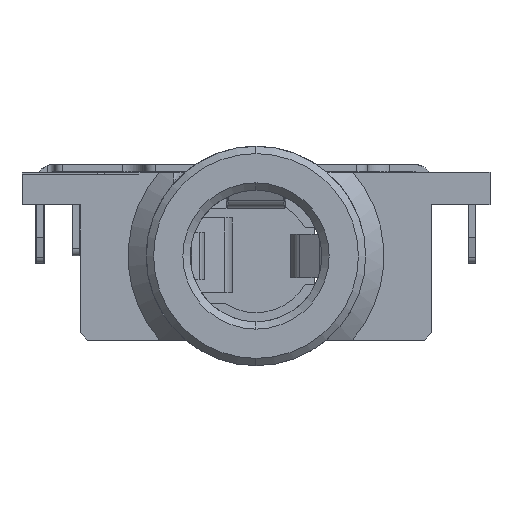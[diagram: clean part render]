
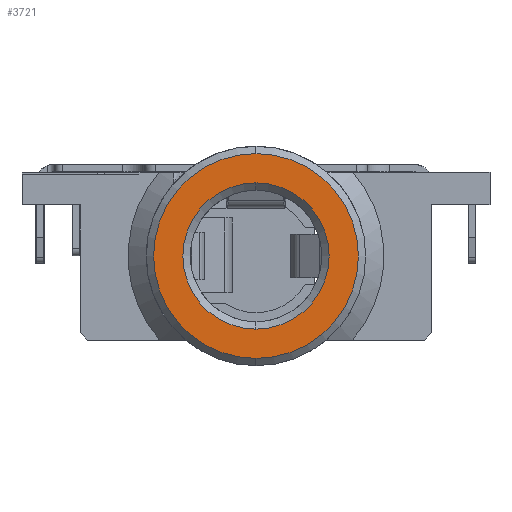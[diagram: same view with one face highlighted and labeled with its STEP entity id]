
A CAD part, left-side view. The second image highlights one B-rep face of the part: STEP entity #3721.
In plain terms, the highlighted planar face has unit normal (-1, 0, 0).
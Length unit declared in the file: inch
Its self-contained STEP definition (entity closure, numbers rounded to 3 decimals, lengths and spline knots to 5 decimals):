
#1056 = FACE_OUTER_BOUND ( 'NONE', #2290, .T. ) ;
#1594 = DIRECTION ( 'NONE',  ( 0., 0., 1. ) ) ;
#1698 = CIRCLE ( 'NONE', #25219, 0.07874 ) ;
#1921 = PLANE ( 'NONE',  #4580 ) ;
#2065 = VERTEX_POINT ( 'NONE', #17021 ) ;
#2142 = CIRCLE ( 'NONE', #19898, 0.11024 ) ;
#2228 = CARTESIAN_POINT ( 'NONE',  ( 47.09323, 4.58735, 2.31539 ) ) ;
#2290 = EDGE_LOOP ( 'NONE', ( #4036, #17670 ) ) ;
#2487 = VERTEX_POINT ( 'NONE', #25112 ) ;
#2594 = DIRECTION ( 'NONE',  ( 0., 0., -1. ) ) ;
#2744 = VERTEX_POINT ( 'NONE', #2228 ) ;
#2830 = ORIENTED_EDGE ( 'NONE', *, *, #18504, .T. ) ;
#3210 = CARTESIAN_POINT ( 'NONE',  ( 47.09323, 4.58735, 2.28389 ) ) ;
#3721 = ADVANCED_FACE ( 'NONE', ( #14923, #1056 ), #1921, .T. ) ;
#4036 = ORIENTED_EDGE ( 'NONE', *, *, #14810, .F. ) ;
#4580 = AXIS2_PLACEMENT_3D ( 'NONE', #18917, #11176, #22771 ) ;
#6388 = EDGE_CURVE ( 'NONE', #2487, #2744, #22548, .T. ) ;
#8046 = ORIENTED_EDGE ( 'NONE', *, *, #6388, .T. ) ;
#9785 = AXIS2_PLACEMENT_3D ( 'NONE', #13444, #24944, #23130 ) ;
#11176 = DIRECTION ( 'NONE',  ( -1., 0., 0. ) ) ;
#12826 = EDGE_LOOP ( 'NONE', ( #8046, #2830 ) ) ;
#13444 = CARTESIAN_POINT ( 'NONE',  ( 47.09323, 4.58735, 2.39413 ) ) ;
#13768 = CARTESIAN_POINT ( 'NONE',  ( 47.09323, 4.58735, 2.39413 ) ) ;
#14810 = EDGE_CURVE ( 'NONE', #17113, #2065, #20935, .T. ) ;
#14923 = FACE_BOUND ( 'NONE', #12826, .T. ) ;
#15717 = DIRECTION ( 'NONE',  ( 0., 0., -1. ) ) ;
#17021 = CARTESIAN_POINT ( 'NONE',  ( 47.09323, 4.58735, 2.50436 ) ) ;
#17113 = VERTEX_POINT ( 'NONE', #3210 ) ;
#17656 = AXIS2_PLACEMENT_3D ( 'NONE', #13768, #19712, #15717 ) ;
#17670 = ORIENTED_EDGE ( 'NONE', *, *, #19350, .F. ) ;
#18504 = EDGE_CURVE ( 'NONE', #2744, #2487, #1698, .T. ) ;
#18917 = CARTESIAN_POINT ( 'NONE',  ( 47.09323, 4.58735, 2.39413 ) ) ;
#19054 = DIRECTION ( 'NONE',  ( 1., 0., 0. ) ) ;
#19307 = CARTESIAN_POINT ( 'NONE',  ( 47.09323, 4.58735, 2.39413 ) ) ;
#19350 = EDGE_CURVE ( 'NONE', #2065, #17113, #2142, .T. ) ;
#19712 = DIRECTION ( 'NONE',  ( 1., 0., 0. ) ) ;
#19898 = AXIS2_PLACEMENT_3D ( 'NONE', #22354, #22870, #2594 ) ;
#20935 = CIRCLE ( 'NONE', #17656, 0.11024 ) ;
#22354 = CARTESIAN_POINT ( 'NONE',  ( 47.09323, 4.58735, 2.39413 ) ) ;
#22548 = CIRCLE ( 'NONE', #9785, 0.07874 ) ;
#22771 = DIRECTION ( 'NONE',  ( 0., 0., 1. ) ) ;
#22870 = DIRECTION ( 'NONE',  ( 1., 0., 0. ) ) ;
#23130 = DIRECTION ( 'NONE',  ( 0., 0., 1. ) ) ;
#24944 = DIRECTION ( 'NONE',  ( 1., 0., 0. ) ) ;
#25112 = CARTESIAN_POINT ( 'NONE',  ( 47.09323, 4.58735, 2.47287 ) ) ;
#25219 = AXIS2_PLACEMENT_3D ( 'NONE', #19307, #19054, #1594 ) ;
